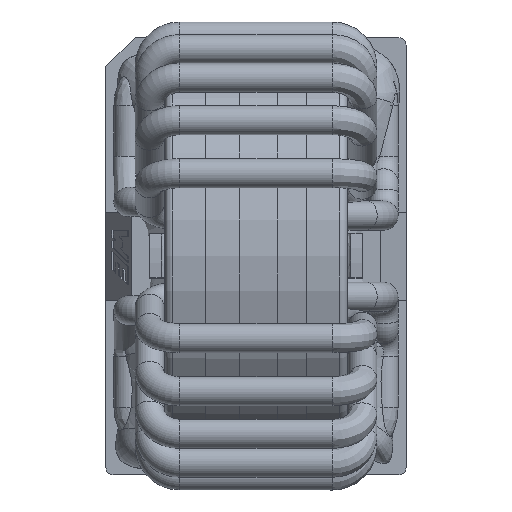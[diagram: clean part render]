
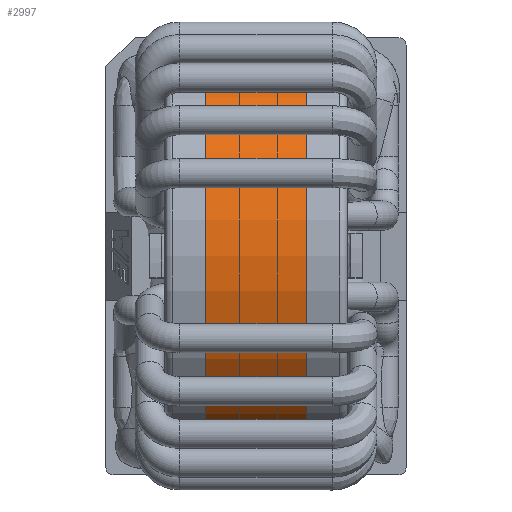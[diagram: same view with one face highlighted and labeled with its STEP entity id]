
A CAD part, top view. The second image highlights one B-rep face of the part: STEP entity #2997.
In plain terms, the highlighted cylindrical face has radius 14.155 mm (diameter 28.31 mm), a full revolution.
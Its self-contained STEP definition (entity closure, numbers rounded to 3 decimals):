
#2997=ADVANCED_FACE('',(#6844,#6845),#6846,.T.);
#3003=EDGE_CURVE('',#6855,#6855,#6856,.T.);
#3007=EDGE_CURVE('',#6861,#6861,#6862,.T.);
#6844=FACE_OUTER_BOUND('',#19739,.T.);
#6845=FACE_OUTER_BOUND('',#19740,.T.);
#6846=CYLINDRICAL_SURFACE('',#19741,14.155);
#6855=VERTEX_POINT('',#19752);
#6856=CIRCLE('',#19753,14.155);
#6861=VERTEX_POINT('',#19760);
#6862=CIRCLE('',#19761,14.155);
#19739=EDGE_LOOP('',(#37615));
#19740=EDGE_LOOP('',(#37616));
#19741=AXIS2_PLACEMENT_3D('',#37617,#37618,#37619);
#19752=CARTESIAN_POINT('',(4.,-26.655,16.4));
#19753=AXIS2_PLACEMENT_3D('',#37629,#37630,#37631);
#19760=CARTESIAN_POINT('',(11.,-26.655,16.4));
#19761=AXIS2_PLACEMENT_3D('',#37635,#37636,#37637);
#37615=ORIENTED_EDGE('',*,*,#3003,.T.);
#37616=ORIENTED_EDGE('',*,*,#3007,.F.);
#37617=CARTESIAN_POINT('',(4.,-12.5,16.4));
#37618=DIRECTION('',(1.0,0.,0.0));
#37619=DIRECTION('',(0.0,0.0,1.0));
#37629=CARTESIAN_POINT('',(4.,-12.5,16.4));
#37630=DIRECTION('',(1.0,0.,0.0));
#37631=DIRECTION('',(0.,-1.0,0.0));
#37635=CARTESIAN_POINT('',(11.,-12.5,16.4));
#37636=DIRECTION('',(1.0,0.,0.0));
#37637=DIRECTION('',(0.,-1.0,0.0));
